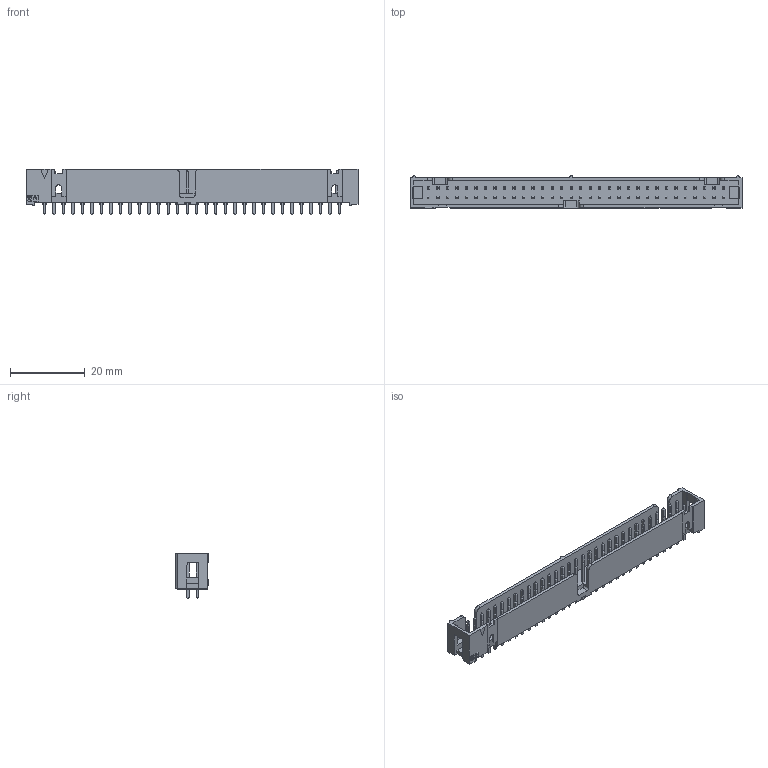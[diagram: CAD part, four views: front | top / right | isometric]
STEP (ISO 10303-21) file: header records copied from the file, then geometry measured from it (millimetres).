
FILE_DESCRIPTION((''),'2;1');
FILE_NAME('3M_2564-6002RB.stp','2008-05-14T18:52:12',(''),(''),'Mechanical Desktop 2008','Mechanical Desktop 2008',', , ');
FILE_SCHEMA(('AUTOMOTIVE_DESIGN { 1 2 10303 214 1 1 1 1 }'));
Length unit declared in the file: millimetre
Products named in the file (1): Product
Bounding box: 88.6 x 8.64 x 12.24 mm (x, y, z)
Volume: 2894.7 mm3; surface area: 5910.5 mm2
Topology: 129 solids, 129 shells, 1598 faces, 3486 edges, 2174 vertices
Faces by surface type: plane 1149, bspline 388, cylinder 61
Entity records: 43138 total; most frequent: CARTESIAN_POINT 11363, ORIENTED_EDGE 6972, DIRECTION 4982, EDGE_CURVE 3486, VECTOR 2560, LINE 2560, VERTEX_POINT 2174, EDGE_LOOP 1634
